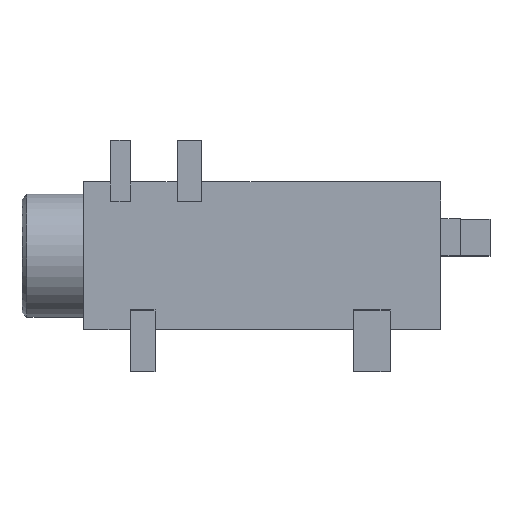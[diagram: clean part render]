
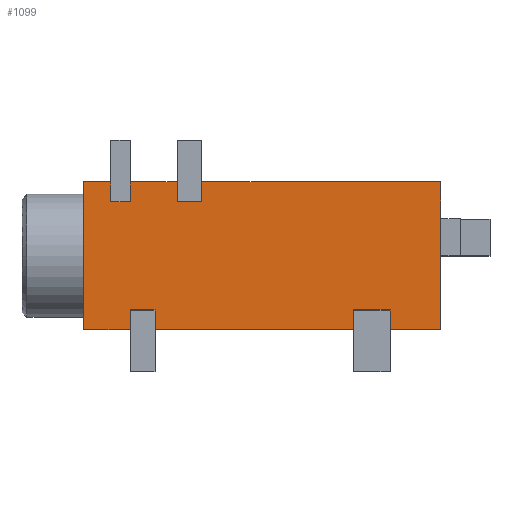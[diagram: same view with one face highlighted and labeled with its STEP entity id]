
A CAD part, top view. The second image highlights one B-rep face of the part: STEP entity #1099.
In plain terms, the highlighted planar face has unit normal (0, 0, 1).
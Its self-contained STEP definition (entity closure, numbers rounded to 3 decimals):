
#83=FACE_OUTER_BOUND('',#151,.T.);
#151=EDGE_LOOP('',(#831,#832,#833,#834,#835,#836,#837,#838,#839,#840,#841,
#842,#843,#844,#845,#846,#847,#848,#849,#850,#851));
#187=LINE('',#1537,#323);
#191=LINE('',#1546,#327);
#195=LINE('',#1553,#331);
#197=LINE('',#1558,#333);
#201=LINE('',#1567,#337);
#205=LINE('',#1574,#341);
#209=LINE('',#1581,#345);
#210=LINE('',#1584,#346);
#214=LINE('',#1590,#350);
#215=LINE('',#1594,#351);
#219=LINE('',#1603,#355);
#223=LINE('',#1610,#359);
#225=LINE('',#1615,#361);
#229=LINE('',#1624,#365);
#233=LINE('',#1631,#369);
#237=LINE('',#1638,#373);
#238=LINE('',#1641,#374);
#242=LINE('',#1647,#378);
#252=LINE('',#1698,#388);
#253=LINE('',#1700,#389);
#256=LINE('',#1704,#392);
#323=VECTOR('',#1237,10.);
#327=VECTOR('',#1243,10.);
#331=VECTOR('',#1249,10.);
#333=VECTOR('',#1253,10.);
#337=VECTOR('',#1259,10.);
#341=VECTOR('',#1265,10.);
#345=VECTOR('',#1271,10.);
#346=VECTOR('',#1274,10.);
#350=VECTOR('',#1280,10.);
#351=VECTOR('',#1283,10.);
#355=VECTOR('',#1289,10.);
#359=VECTOR('',#1295,10.);
#361=VECTOR('',#1299,10.);
#365=VECTOR('',#1305,10.);
#369=VECTOR('',#1311,10.);
#373=VECTOR('',#1317,10.);
#374=VECTOR('',#1320,10.);
#378=VECTOR('',#1326,10.);
#388=VECTOR('',#1390,10.);
#389=VECTOR('',#1393,10.);
#392=VECTOR('',#1398,10.);
#459=VERTEX_POINT('',#1535);
#460=VERTEX_POINT('',#1536);
#463=VERTEX_POINT('',#1544);
#464=VERTEX_POINT('',#1545);
#467=VERTEX_POINT('',#1556);
#468=VERTEX_POINT('',#1557);
#471=VERTEX_POINT('',#1565);
#472=VERTEX_POINT('',#1566);
#476=VERTEX_POINT('',#1579);
#477=VERTEX_POINT('',#1583);
#479=VERTEX_POINT('',#1592);
#480=VERTEX_POINT('',#1593);
#483=VERTEX_POINT('',#1601);
#484=VERTEX_POINT('',#1602);
#487=VERTEX_POINT('',#1613);
#488=VERTEX_POINT('',#1614);
#491=VERTEX_POINT('',#1622);
#492=VERTEX_POINT('',#1623);
#496=VERTEX_POINT('',#1636);
#497=VERTEX_POINT('',#1640);
#506=VERTEX_POINT('',#1671);
#557=EDGE_CURVE('',#459,#460,#187,.T.);
#561=EDGE_CURVE('',#463,#464,#191,.T.);
#565=EDGE_CURVE('',#464,#459,#195,.T.);
#567=EDGE_CURVE('',#467,#468,#197,.T.);
#571=EDGE_CURVE('',#471,#472,#201,.T.);
#575=EDGE_CURVE('',#472,#467,#205,.T.);
#579=EDGE_CURVE('',#468,#476,#209,.T.);
#580=EDGE_CURVE('',#477,#463,#210,.T.);
#584=EDGE_CURVE('',#460,#471,#214,.T.);
#585=EDGE_CURVE('',#479,#480,#215,.T.);
#589=EDGE_CURVE('',#483,#484,#219,.T.);
#593=EDGE_CURVE('',#484,#479,#223,.T.);
#595=EDGE_CURVE('',#487,#488,#225,.T.);
#599=EDGE_CURVE('',#491,#492,#229,.T.);
#603=EDGE_CURVE('',#492,#487,#233,.T.);
#607=EDGE_CURVE('',#488,#496,#237,.T.);
#608=EDGE_CURVE('',#497,#483,#238,.T.);
#612=EDGE_CURVE('',#480,#491,#242,.T.);
#636=EDGE_CURVE('',#506,#477,#252,.T.);
#637=EDGE_CURVE('',#496,#506,#253,.T.);
#640=EDGE_CURVE('',#476,#497,#256,.T.);
#831=ORIENTED_EDGE('',*,*,#557,.T.);
#832=ORIENTED_EDGE('',*,*,#584,.T.);
#833=ORIENTED_EDGE('',*,*,#571,.T.);
#834=ORIENTED_EDGE('',*,*,#575,.T.);
#835=ORIENTED_EDGE('',*,*,#567,.T.);
#836=ORIENTED_EDGE('',*,*,#579,.T.);
#837=ORIENTED_EDGE('',*,*,#640,.T.);
#838=ORIENTED_EDGE('',*,*,#608,.T.);
#839=ORIENTED_EDGE('',*,*,#589,.T.);
#840=ORIENTED_EDGE('',*,*,#593,.T.);
#841=ORIENTED_EDGE('',*,*,#585,.T.);
#842=ORIENTED_EDGE('',*,*,#612,.T.);
#843=ORIENTED_EDGE('',*,*,#599,.T.);
#844=ORIENTED_EDGE('',*,*,#603,.T.);
#845=ORIENTED_EDGE('',*,*,#595,.T.);
#846=ORIENTED_EDGE('',*,*,#607,.T.);
#847=ORIENTED_EDGE('',*,*,#637,.T.);
#848=ORIENTED_EDGE('',*,*,#636,.T.);
#849=ORIENTED_EDGE('',*,*,#580,.T.);
#850=ORIENTED_EDGE('',*,*,#561,.T.);
#851=ORIENTED_EDGE('',*,*,#565,.T.);
#1032=PLANE('',#1199);
#1099=ADVANCED_FACE('',(#83),#1032,.T.);
#1199=AXIS2_PLACEMENT_3D('',#1705,#1399,#1400);
#1237=DIRECTION('',(0.,-1.,0.));
#1243=DIRECTION('',(0.,1.,0.));
#1249=DIRECTION('',(1.,0.,0.));
#1253=DIRECTION('',(0.,-1.,0.));
#1259=DIRECTION('',(0.,1.,0.));
#1265=DIRECTION('',(1.,0.,0.));
#1271=DIRECTION('',(1.,0.,0.));
#1274=DIRECTION('',(1.,0.,0.));
#1280=DIRECTION('',(1.,0.,0.));
#1283=DIRECTION('',(0.,1.,0.));
#1289=DIRECTION('',(0.,-1.,0.));
#1295=DIRECTION('',(-1.,0.,0.));
#1299=DIRECTION('',(0.,1.,0.));
#1305=DIRECTION('',(0.,-1.,0.));
#1311=DIRECTION('',(-1.,0.,0.));
#1317=DIRECTION('',(-1.,0.,0.));
#1320=DIRECTION('',(-1.,0.,0.));
#1326=DIRECTION('',(-1.,0.,0.));
#1390=DIRECTION('',(0.,-1.,0.));
#1393=DIRECTION('',(0.,-1.,0.));
#1398=DIRECTION('',(0.,1.,0.));
#1399=DIRECTION('center_axis',(0.,0.,1.));
#1400=DIRECTION('ref_axis',(1.,0.,0.));
#1535=CARTESIAN_POINT('',(-4.1,-2.2,5.));
#1536=CARTESIAN_POINT('',(-4.1,-3.,5.));
#1537=CARTESIAN_POINT('',(-4.1,-1.5,5.));
#1544=CARTESIAN_POINT('',(-5.1,-3.,5.));
#1545=CARTESIAN_POINT('',(-5.1,-2.2,5.));
#1546=CARTESIAN_POINT('',(-5.1,-1.5,5.));
#1553=CARTESIAN_POINT('',(0.212,-2.2,5.));
#1556=CARTESIAN_POINT('',(5.45,-2.2,5.));
#1557=CARTESIAN_POINT('',(5.45,-3.,5.));
#1558=CARTESIAN_POINT('',(5.45,-1.5,5.));
#1565=CARTESIAN_POINT('',(3.95,-3.,5.));
#1566=CARTESIAN_POINT('',(3.95,-2.2,5.));
#1567=CARTESIAN_POINT('',(3.95,-1.5,5.));
#1574=CARTESIAN_POINT('',(0.212,-2.2,5.));
#1579=CARTESIAN_POINT('',(7.5,-3.,5.));
#1581=CARTESIAN_POINT('',(7.5,-3.,5.));
#1583=CARTESIAN_POINT('',(-7.,-3.,5.));
#1584=CARTESIAN_POINT('',(7.5,-3.,5.));
#1590=CARTESIAN_POINT('',(7.5,-3.,5.));
#1592=CARTESIAN_POINT('',(-3.2,2.2,5.));
#1593=CARTESIAN_POINT('',(-3.2,3.,5.));
#1594=CARTESIAN_POINT('',(-3.2,1.5,5.));
#1601=CARTESIAN_POINT('',(-2.2,3.,5.));
#1602=CARTESIAN_POINT('',(-2.2,2.2,5.));
#1603=CARTESIAN_POINT('',(-2.2,1.5,5.));
#1610=CARTESIAN_POINT('',(-1.9,2.2,5.));
#1613=CARTESIAN_POINT('',(-5.9,2.2,5.));
#1614=CARTESIAN_POINT('',(-5.9,3.,5.));
#1615=CARTESIAN_POINT('',(-5.9,1.5,5.));
#1622=CARTESIAN_POINT('',(-5.1,3.,5.));
#1623=CARTESIAN_POINT('',(-5.1,2.2,5.));
#1624=CARTESIAN_POINT('',(-5.1,1.5,5.));
#1631=CARTESIAN_POINT('',(-1.9,2.2,5.));
#1636=CARTESIAN_POINT('',(-7.,3.,5.));
#1638=CARTESIAN_POINT('',(-7.,3.,5.));
#1640=CARTESIAN_POINT('',(7.5,3.,5.));
#1641=CARTESIAN_POINT('',(-7.,3.,5.));
#1647=CARTESIAN_POINT('',(-7.,3.,5.));
#1671=CARTESIAN_POINT('',(-7.,0.,5.));
#1698=CARTESIAN_POINT('',(-7.,-3.,5.));
#1700=CARTESIAN_POINT('',(-7.,-3.,5.));
#1704=CARTESIAN_POINT('',(7.5,3.,5.));
#1705=CARTESIAN_POINT('Origin',(0.25,0.,
5.));
